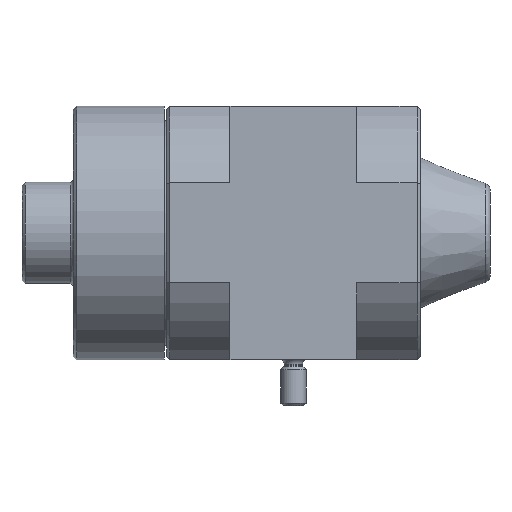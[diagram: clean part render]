
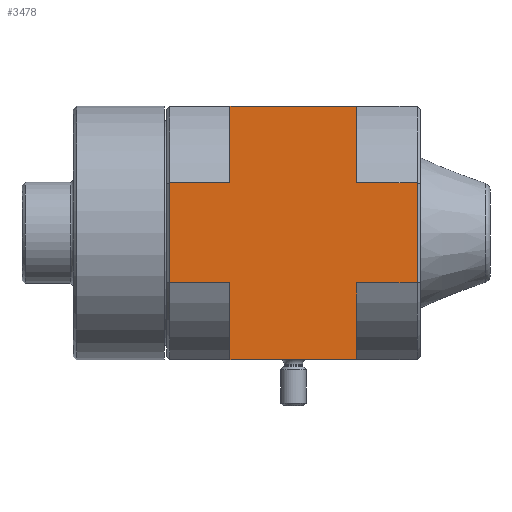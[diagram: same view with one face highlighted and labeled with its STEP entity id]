
A CAD part, left-side view. The second image highlights one B-rep face of the part: STEP entity #3478.
In plain terms, the highlighted face is planar.
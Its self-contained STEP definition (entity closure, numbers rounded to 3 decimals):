
#187=LINE('',#5067,#287);
#197=LINE('',#5123,#297);
#205=LINE('',#5138,#305);
#206=LINE('',#5141,#306);
#207=LINE('',#5143,#307);
#208=LINE('',#5144,#308);
#209=LINE('',#5146,#309);
#210=LINE('',#5148,#310);
#211=LINE('',#5150,#311);
#212=LINE('',#5152,#312);
#213=LINE('',#5153,#313);
#214=LINE('',#5155,#314);
#287=VECTOR('',#4185,1000.);
#297=VECTOR('',#4219,1000.);
#305=VECTOR('',#4229,1000.);
#306=VECTOR('',#4230,1000.);
#307=VECTOR('',#4231,1000.);
#308=VECTOR('',#4232,1000.);
#309=VECTOR('',#4233,1000.);
#310=VECTOR('',#4234,1000.);
#311=VECTOR('',#4235,1000.);
#312=VECTOR('',#4236,1000.);
#313=VECTOR('',#4237,1000.);
#314=VECTOR('',#4238,1000.);
#491=ORIENTED_EDGE('',*,*,#1123,.T.);
#492=ORIENTED_EDGE('',*,*,#1124,.F.);
#493=ORIENTED_EDGE('',*,*,#1125,.T.);
#494=ORIENTED_EDGE('',*,*,#1093,.T.);
#495=ORIENTED_EDGE('',*,*,#1126,.F.);
#496=ORIENTED_EDGE('',*,*,#1127,.T.);
#497=ORIENTED_EDGE('',*,*,#1128,.F.);
#498=ORIENTED_EDGE('',*,*,#1129,.T.);
#499=ORIENTED_EDGE('',*,*,#1130,.F.);
#500=ORIENTED_EDGE('',*,*,#1115,.T.);
#501=ORIENTED_EDGE('',*,*,#1131,.T.);
#502=ORIENTED_EDGE('',*,*,#1132,.F.);
#1093=EDGE_CURVE('',#1411,#1410,#187,.T.);
#1115=EDGE_CURVE('',#1429,#1428,#197,.T.);
#1123=EDGE_CURVE('',#1435,#1436,#205,.T.);
#1124=EDGE_CURVE('',#1437,#1436,#206,.F.);
#1125=EDGE_CURVE('',#1437,#1411,#207,.T.);
#1126=EDGE_CURVE('',#1438,#1410,#208,.T.);
#1127=EDGE_CURVE('',#1438,#1439,#209,.F.);
#1128=EDGE_CURVE('',#1440,#1439,#210,.T.);
#1129=EDGE_CURVE('',#1440,#1441,#211,.T.);
#1130=EDGE_CURVE('',#1429,#1441,#212,.T.);
#1131=EDGE_CURVE('',#1428,#1442,#213,.T.);
#1132=EDGE_CURVE('',#1435,#1442,#214,.T.);
#1410=VERTEX_POINT('',#5066);
#1411=VERTEX_POINT('',#5068);
#1428=VERTEX_POINT('',#5122);
#1429=VERTEX_POINT('',#5124);
#1435=VERTEX_POINT('',#5139);
#1436=VERTEX_POINT('',#5140);
#1437=VERTEX_POINT('',#5142);
#1438=VERTEX_POINT('',#5145);
#1439=VERTEX_POINT('',#5147);
#1440=VERTEX_POINT('',#5149);
#1441=VERTEX_POINT('',#5151);
#1442=VERTEX_POINT('',#5154);
#1800=EDGE_LOOP('',(#491,#492,#493,#494,#495,#496,#497,#498,#499,#500,#501,
#502));
#2062=FACE_BOUND('',#1800,.T.);
#2312=PLANE('',#3731);
#3478=ADVANCED_FACE('',(#2062),#2312,.T.);
#3731=AXIS2_PLACEMENT_3D('',#5137,#4227,#4228);
#4185=DIRECTION('',(0.,-1.,0.));
#4219=DIRECTION('',(0.,1.,0.));
#4227=DIRECTION('',(0.,0.,1.));
#4228=DIRECTION('',(1.,0.,0.));
#4229=DIRECTION('',(-1.,0.,0.));
#4230=DIRECTION('',(0.,-1.,0.));
#4231=DIRECTION('',(-1.,0.,0.));
#4232=DIRECTION('',(-1.,0.,0.));
#4233=DIRECTION('',(0.,1.,0.));
#4234=DIRECTION('',(-1.,0.,0.));
#4235=DIRECTION('',(0.,1.,0.));
#4236=DIRECTION('',(-1.,0.,0.));
#4237=DIRECTION('',(-1.,0.,0.));
#4238=DIRECTION('',(0.,-1.,0.));
#5066=CARTESIAN_POINT('',(-20.,-10.,20.));
#5067=CARTESIAN_POINT('',(-20.,19.5,20.));
#5068=CARTESIAN_POINT('',(-20.,10.,20.));
#5122=CARTESIAN_POINT('',(20.,10.,20.));
#5123=CARTESIAN_POINT('',(20.,-19.5,20.));
#5124=CARTESIAN_POINT('',(20.,-10.,20.));
#5137=CARTESIAN_POINT('',(0.,0.,20.));
#5138=CARTESIAN_POINT('',(33.,19.5,20.));
#5139=CARTESIAN_POINT('',(7.89,19.5,20.));
#5140=CARTESIAN_POINT('',(-7.89,19.5,20.));
#5141=CARTESIAN_POINT('',(-7.89,27.,20.));
#5142=CARTESIAN_POINT('',(-7.89,10.,20.));
#5143=CARTESIAN_POINT('',(0.,10.,20.));
#5144=CARTESIAN_POINT('',(0.,-10.,20.));
#5145=CARTESIAN_POINT('',(-7.89,-10.,20.));
#5146=CARTESIAN_POINT('',(-7.89,-27.,20.));
#5147=CARTESIAN_POINT('',(-7.89,-19.5,20.));
#5148=CARTESIAN_POINT('',(33.,-19.5,20.));
#5149=CARTESIAN_POINT('',(7.89,-19.5,20.));
#5150=CARTESIAN_POINT('',(7.89,-27.,20.));
#5151=CARTESIAN_POINT('',(7.89,-10.,20.));
#5152=CARTESIAN_POINT('',(0.,-10.,20.));
#5153=CARTESIAN_POINT('',(0.,10.,20.));
#5154=CARTESIAN_POINT('',(7.89,10.,20.));
#5155=CARTESIAN_POINT('',(7.89,27.,20.));
